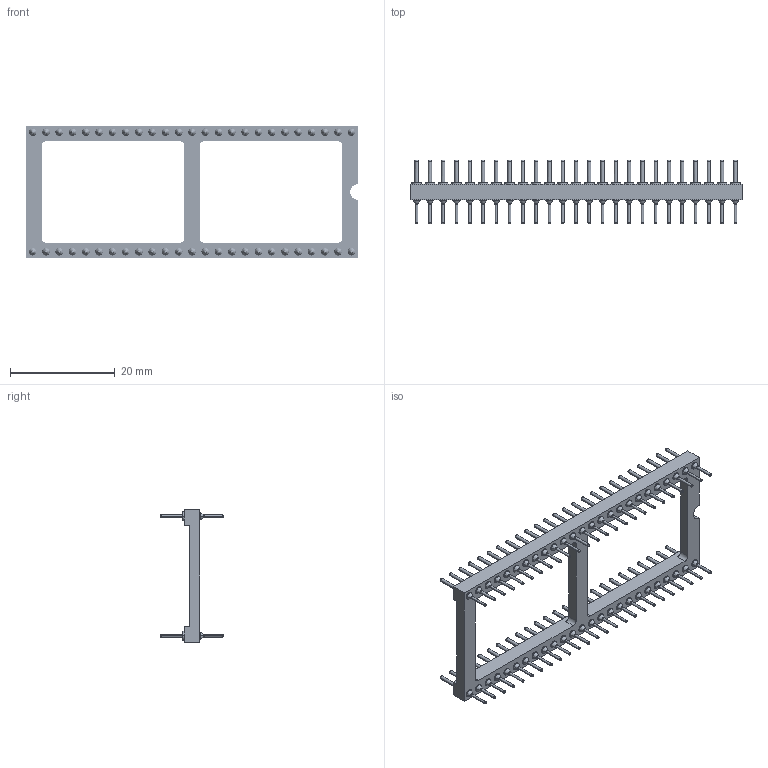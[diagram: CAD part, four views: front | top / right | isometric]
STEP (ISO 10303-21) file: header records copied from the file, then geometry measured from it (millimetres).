
FILE_DESCRIPTION( ('This file contains a STEP AP42 implementation' ,'as created by ZW3D STEP Interface translator.') ,'2;1' );
FILE_NAME( '3560-30550SXX122X1.stp' ,'231221. 91352', (''), ('ZWCAD Software Co.'), 'Version 1.0', 'ZW3D to STEP translator', '' );
FILE_SCHEMA(('AUTOMOTIVE_DESIGN { 1 0 10303 214 1 1 1 1 }'));
Length unit declared in the file: millimetre
Products named in the file (2): 0; 3560-30550SXX122X1
Bounding box: 63.5 x 12.2 x 25.4 mm (x, y, z)
Volume: 1628.8 mm3; surface area: 4356.4 mm2
Topology: 1 solids, 51 shells, 1827 faces, 3781 edges, 2154 vertices
Faces by surface type: bspline 1300, plane 317, cone 200, cylinder 10
Entity records: 114983 total; most frequent: CARTESIAN_POINT 88248, ORIENTED_EDGE 7362, EDGE_CURVE 3681, B_SPLINE_CURVE_WITH_KNOTS 3381, VERTEX_POINT 2154, EDGE_LOOP 2129, FACE_OUTER_BOUND 1827, ADVANCED_FACE 1827
